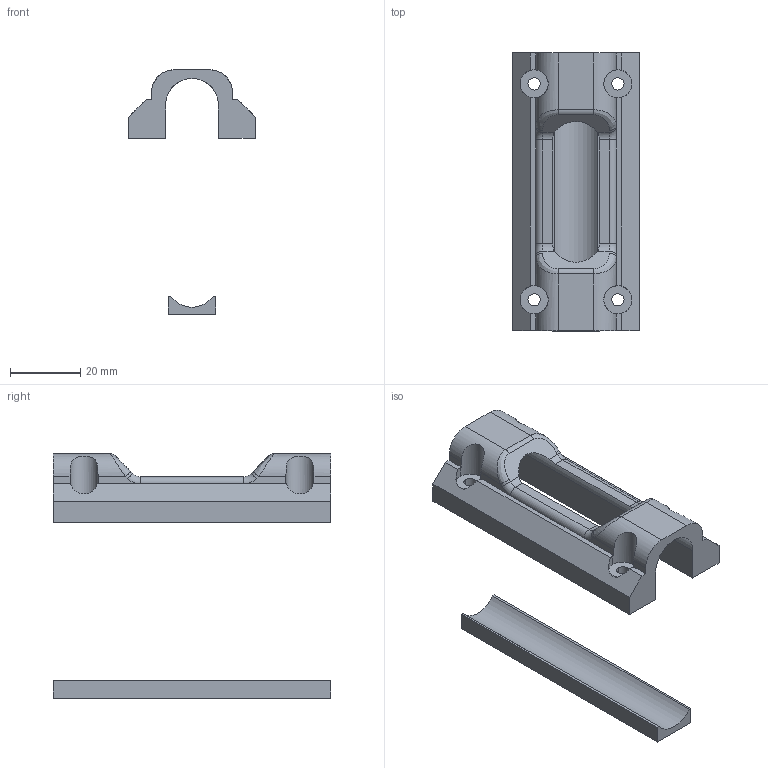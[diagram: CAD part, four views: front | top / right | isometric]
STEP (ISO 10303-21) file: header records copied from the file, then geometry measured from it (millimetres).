
FILE_DESCRIPTION (( 'STEP AP203' ), '1' );
FILE_NAME ('bearing cover and tray.STEP', '2018-01-07T21:28:46', ( '' ), ( '' ), 'SwSTEP 2.0', 'SolidWorks 2017', '' );
FILE_SCHEMA (( 'CONFIG_CONTROL_DESIGN' ));
Length unit declared in the file: millimetre
Products named in the file (1): bearing cover and tray
Bounding box: 36 x 79 x 69.5 mm (x, y, z)
Volume: 23314.7 mm3; surface area: 13057.4 mm2
Topology: 2 solids, 2 shells, 83 faces, 220 edges, 140 vertices
Faces by surface type: plane 41, cylinder 34, bspline 4, torus 4
Entity records: 2969 total; most frequent: CARTESIAN_POINT 826, ORIENTED_EDGE 440, DIRECTION 430, EDGE_CURVE 220, AXIS2_PLACEMENT_3D 152, VERTEX_POINT 140, VECTOR 126, LINE 126
